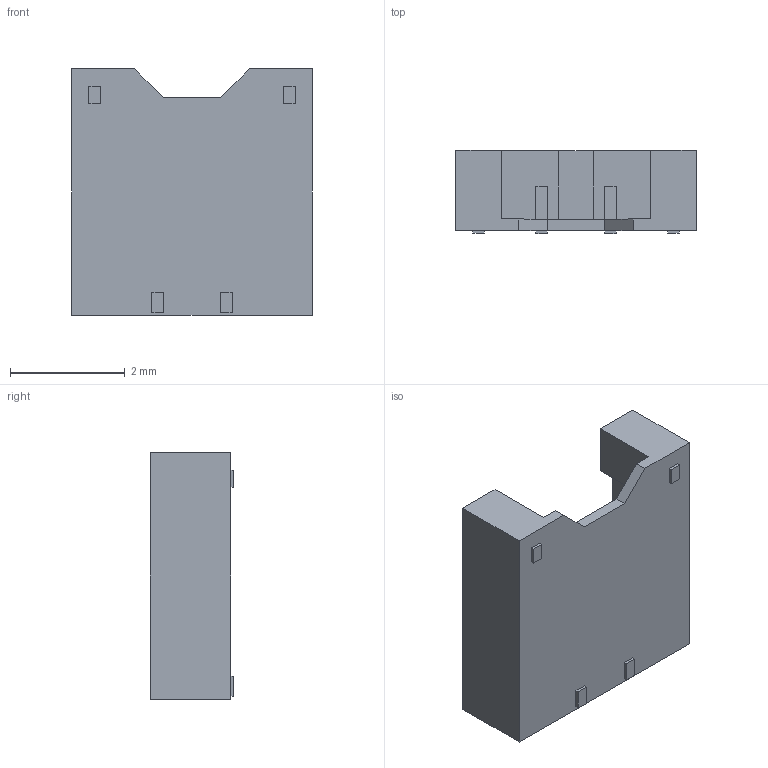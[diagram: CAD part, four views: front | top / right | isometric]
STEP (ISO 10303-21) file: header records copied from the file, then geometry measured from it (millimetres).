
FILE_DESCRIPTION(/* description */ ('STEP AP214','CAx-IF Rec.Pracs.---Representation and Presentation of Product Manufacturing Information (PMI)---4.0---2014-10-13'),/* implementation_level */ '2;1');
FILE_NAME(/* name */ 'BM02B-ACHSS-GAN-ETF.step',/* time_stamp */ '2024-12-27T04:05:48+01:00',/* author */ (''),/* organization */ (''),/* preprocessor_version */ 'ST-DEVELOPER v20',/* originating_system */ 'Autodesk Translation Framework v13.20.0.188',/* authorisation */ '');
FILE_SCHEMA (('AP242_MANAGED_MODEL_BASED_3D_ENGINEERING_MIM_LF { 1 0 10303 442 1 1 4 }'));
Length unit declared in the file: millimetre
Products named in the file (1): BM02B-ACHSS-GAN
Bounding box: 4.2 x 1.45 x 4.3 mm (x, y, z)
Volume: 12.8 mm3; surface area: 73.2 mm2
Topology: 1 solids, 1 shells, 62 faces, 165 edges, 110 vertices
Faces by surface type: plane 62
Entity records: 1964 total; most frequent: CARTESIAN_POINT 338, ORIENTED_EDGE 330, DIRECTION 291, LINE 165, VECTOR 165, EDGE_CURVE 165, VERTEX_POINT 110, EDGE_LOOP 67
